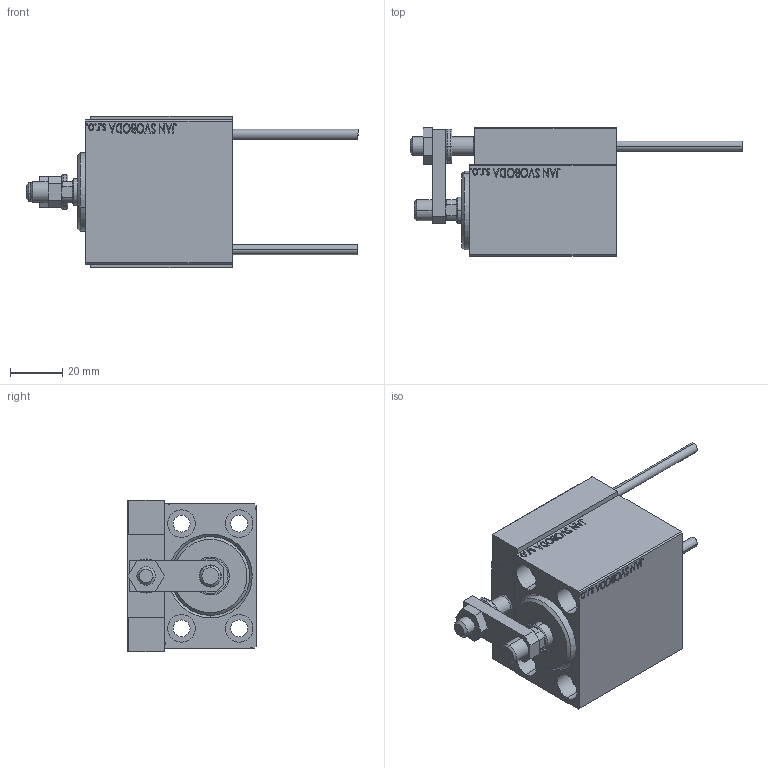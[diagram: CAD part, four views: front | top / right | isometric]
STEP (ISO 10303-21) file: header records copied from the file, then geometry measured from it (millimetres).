
FILE_DESCRIPTION (( 'STEP AP203' ), '1' );
FILE_NAME ('54c8.STEP', '2022-04-16T22:04:29', ( '' ), ( '' ), 'SwSTEP 2.0', 'SolidWorks 2019', '' );
FILE_SCHEMA (( 'CONFIG_CONTROL_DESIGN' ));
Length unit declared in the file: millimetre
Products named in the file (16): KONCOVKA 4d569085b1d87ca1aa7a122ffc82dae7; V450CM_C_VCP 4d569085b1d87ca1aa7a122ffc82dae7; ZARAZKA 4d569085b1d87ca1aa7a122ffc82dae7; V450CM_VC_B 4d569085b1d87ca1aa7a122ffc82dae7; 54c8; Block 4d569085b1d87ca1aa7a122ffc82dae7; MAGNET 4d569085b1d87ca1aa7a122ffc82dae7; V450CM_C_Body 4d569085b1d87ca1aa7a122ffc82dae7; SWITCH_X_FRONT_BACK 4d569085b1d87ca1aa7a122ffc82dae7; SWITCH DIM B,W 4d569085b1d87ca1aa7a122ffc82dae7; NUT_D12 4d569085b1d87ca1aa7a122ffc82dae7; TYC_L79 4d569085b1d87ca1aa7a122ffc82dae7; ALLEN BOLT D5 4d569085b1d87ca1aa7a122ffc82dae7; ALLEN BOLT D8 4d569085b1d87ca1aa7a122ffc82dae7; V450CM_MALE_METRIC 4d569085b1d87ca1aa7a122ffc82dae7; SWITCH X 4d569085b1d87ca1aa7a122ffc82dae7
Assembly tree (25 placements, depth 3):
  54c8
    V450CM_C_Body 4d569085b1d87ca1aa7a122ffc82dae7
    SWITCH X 4d569085b1d87ca1aa7a122ffc82dae7
      SWITCH_X_FRONT_BACK 4d569085b1d87ca1aa7a122ffc82dae7  x2
      TYC_L79 4d569085b1d87ca1aa7a122ffc82dae7
      Block 4d569085b1d87ca1aa7a122ffc82dae7  x2
      ALLEN BOLT D5 4d569085b1d87ca1aa7a122ffc82dae7  x4
      ALLEN BOLT D8 4d569085b1d87ca1aa7a122ffc82dae7  x4
      MAGNET 4d569085b1d87ca1aa7a122ffc82dae7  x2
      KONCOVKA 4d569085b1d87ca1aa7a122ffc82dae7  x2
    NUT_D12 4d569085b1d87ca1aa7a122ffc82dae7
    SWITCH DIM B,W 4d569085b1d87ca1aa7a122ffc82dae7
    ZARAZKA 4d569085b1d87ca1aa7a122ffc82dae7
    V450CM_C_VCP 4d569085b1d87ca1aa7a122ffc82dae7
    V450CM_VC_B 4d569085b1d87ca1aa7a122ffc82dae7
    V450CM_MALE_METRIC 4d569085b1d87ca1aa7a122ffc82dae7
Bounding box: 126.7 x 49 x 58 mm (x, y, z)
Volume: 136554.8 mm3; surface area: 51233.3 mm2
Topology: 24 solids, 24 shells, 1299 faces, 3105 edges, 1985 vertices
Faces by surface type: plane 565, bspline 380, cylinder 194, cone 110, torus 46, sphere 4
Entity records: 50817 total; most frequent: CARTESIAN_POINT 26055, ORIENTED_EDGE 5230, DIRECTION 3551, EDGE_CURVE 2615, VERTEX_POINT 1709, LINE 1497, VECTOR 1497, EDGE_LOOP 1212
